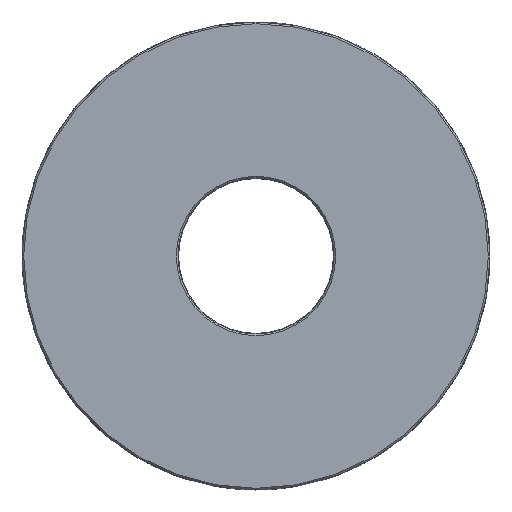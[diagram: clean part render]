
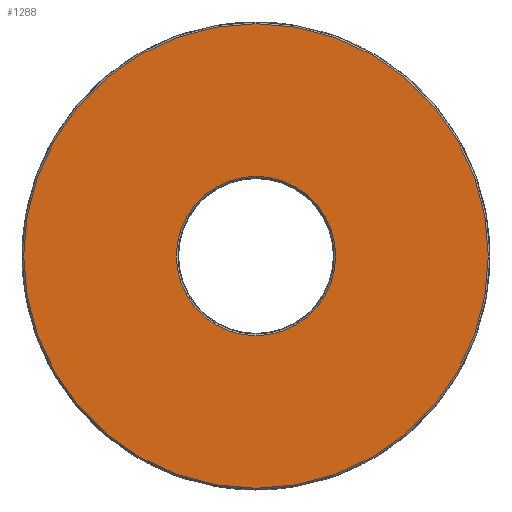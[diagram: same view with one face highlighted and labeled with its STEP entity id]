
A CAD part, left-side view. The second image highlights one B-rep face of the part: STEP entity #1288.
In plain terms, the highlighted planar face has unit normal (-1, 0, 0).
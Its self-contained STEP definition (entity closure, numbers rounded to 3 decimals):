
#1180 = ORIENTED_EDGE ( 'NONE', *, *, #1573, .F. ) ;
#1181 = ORIENTED_EDGE ( 'NONE', *, *, #1629, .F. ) ;
#1182 = ORIENTED_EDGE ( 'NONE', *, *, #1631, .F. ) ;
#1183 = ORIENTED_EDGE ( 'NONE', *, *, #1545, .F. ) ;
#1288 = ADVANCED_FACE ( 'NONE', ( #4259, #4262 ), #5388, .T. ) ;
#1545 = EDGE_CURVE ( 'NONE', #11028, #11027, #6164, .T. ) ;
#1573 = EDGE_CURVE ( 'NONE', #11026, #11025, #8096, .T. ) ;
#1629 = EDGE_CURVE ( 'NONE', #11025, #11026, #8149, .T. ) ;
#1631 = EDGE_CURVE ( 'NONE', #11027, #11028, #8152, .T. ) ;
#2866 = EDGE_LOOP ( 'NONE', ( #1182, #1183 ) ) ;
#2869 = EDGE_LOOP ( 'NONE', ( #1180, #1181 ) ) ;
#3316 = AXIS2_PLACEMENT_3D ( 'NONE', #5387, #5390, #5391 ) ;
#4259 = FACE_OUTER_BOUND ( 'NONE', #2869, .T. ) ;
#4262 = FACE_BOUND ( 'NONE', #2866, .T. ) ;
#5387 = CARTESIAN_POINT ( 'NONE',  ( -70., 0., 0. ) ) ;
#5388 = PLANE ( 'NONE',  #3316 ) ;
#5390 = DIRECTION ( 'NONE',  ( -1., 0., 0. ) ) ;
#5391 = DIRECTION ( 'NONE',  ( 0., 0., -1. ) ) ;
#6164 = CIRCLE ( 'NONE', #6955, 17.881 ) ;
#6955 = AXIS2_PLACEMENT_3D ( 'NONE', #7525, #7526, #7527 ) ;
#6969 = AXIS2_PLACEMENT_3D ( 'NONE', #7598, #7600, #7601 ) ;
#7000 = AXIS2_PLACEMENT_3D ( 'NONE', #7913, #7914, #7915 ) ;
#7001 = AXIS2_PLACEMENT_3D ( 'NONE', #7919, #7920, #7921 ) ;
#7525 = CARTESIAN_POINT ( 'NONE',  ( -70., 0., 0. ) ) ;
#7526 = DIRECTION ( 'NONE',  ( -1., 0., 0. ) ) ;
#7527 = DIRECTION ( 'NONE',  ( 0., 0., -1. ) ) ;
#7598 = CARTESIAN_POINT ( 'NONE',  ( -70., 0., 0. ) ) ;
#7600 = DIRECTION ( 'NONE',  ( 1., 0., 0. ) ) ;
#7601 = DIRECTION ( 'NONE',  ( 0., 0., -1. ) ) ;
#7913 = CARTESIAN_POINT ( 'NONE',  ( -70., 0., 0. ) ) ;
#7914 = DIRECTION ( 'NONE',  ( 1., 0., 0. ) ) ;
#7915 = DIRECTION ( 'NONE',  ( 0., 0., -1. ) ) ;
#7919 = CARTESIAN_POINT ( 'NONE',  ( -70., 0., 0. ) ) ;
#7920 = DIRECTION ( 'NONE',  ( -1., 0., 0. ) ) ;
#7921 = DIRECTION ( 'NONE',  ( 0., 0., -1. ) ) ;
#8096 = CIRCLE ( 'NONE', #6969, 52.119 ) ;
#8149 = CIRCLE ( 'NONE', #7000, 52.119 ) ;
#8152 = CIRCLE ( 'NONE', #7001, 17.881 ) ;
#10684 = CARTESIAN_POINT ( 'NONE',  ( -70., 0., -52.119 ) ) ;
#10685 = CARTESIAN_POINT ( 'NONE',  ( -70., 0., 52.119 ) ) ;
#10686 = CARTESIAN_POINT ( 'NONE',  ( -70., 0., -17.881 ) ) ;
#10687 = CARTESIAN_POINT ( 'NONE',  ( -70., 0., 17.881 ) ) ;
#11025 = VERTEX_POINT ( 'NONE', #10684 ) ;
#11026 = VERTEX_POINT ( 'NONE', #10685 ) ;
#11027 = VERTEX_POINT ( 'NONE', #10686 ) ;
#11028 = VERTEX_POINT ( 'NONE', #10687 ) ;
